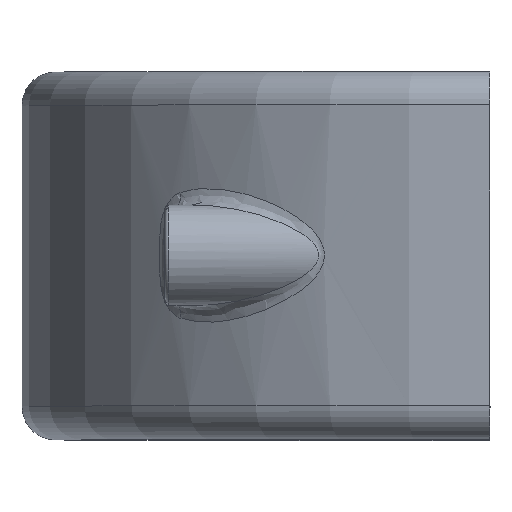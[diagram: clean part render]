
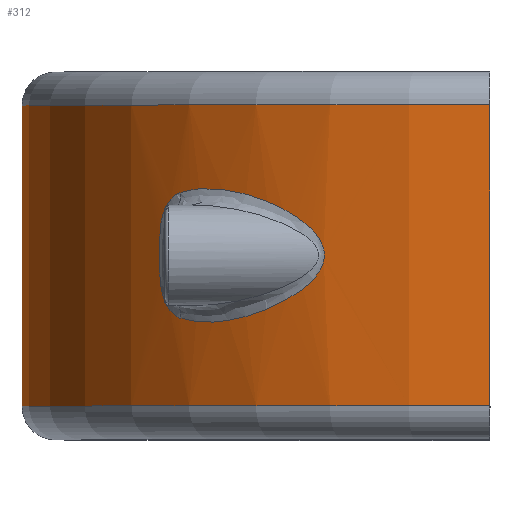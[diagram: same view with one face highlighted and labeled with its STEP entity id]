
A CAD part, top view. The second image highlights one B-rep face of the part: STEP entity #312.
In plain terms, the highlighted cylindrical face has radius 28 mm (diameter 56 mm), a partial arc.
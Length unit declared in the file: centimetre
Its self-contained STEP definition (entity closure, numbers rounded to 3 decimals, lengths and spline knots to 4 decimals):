
#24=FACE_BOUND('',#83,.T.);
#25=FACE_BOUND('',#84,.T.);
#32=LINE('',#732,#40);
#33=LINE('',#735,#41);
#40=VECTOR('',#388,1.);
#41=VECTOR('',#391,1.);
#49=CYLINDRICAL_SURFACE('',#336,2.8);
#62=FACE_OUTER_BOUND('',#82,.T.);
#82=EDGE_LOOP('',(#232,#233,#234,#235));
#83=EDGE_LOOP('',(#236,#237));
#84=EDGE_LOOP('',(#238,#239));
#106=B_SPLINE_CURVE_WITH_KNOTS('',3,(#579,#580,#581,#582,#583,#584,#585,
#586,#587,#588,#589,#590,#591,#592,#593,#594,#595,#596,#597),
 .UNSPECIFIED.,.F.,.F.,(4,1,1,1,1,1,1,1,1,1,1,1,1,1,1,1,4),(-2.4079,
-2.0639,-1.7199,-1.5479,-1.4619,
-1.3759,-1.2899,-1.2039,-1.1179,
-1.0319,-0.9459,-0.86,-0.817,
-0.688,-0.516,-0.344,0.),
 .UNSPECIFIED.);
#110=B_SPLINE_CURVE_WITH_KNOTS('',3,(#705,#706,#707,#708,#709,#710,#711,
#712,#713,#714,#715),.UNSPECIFIED.,.F.,.F.,(4,1,1,1,1,1,1,1,4),(-0.899,
-0.7705,-0.6421,-0.5137,-0.3853,
-0.3211,-0.2568,-0.1284,0.),
 .UNSPECIFIED.);
#112=B_SPLINE_CURVE_WITH_KNOTS('',3,(#738,#739,#740,#741,#742,#743,#744,
#745,#746,#747,#748,#749,#750,#751,#752,#753,#754,#755,#756),
 .UNSPECIFIED.,.F.,.F.,(4,1,1,1,1,1,1,1,1,1,1,1,1,1,1,1,4),(-2.4079,
-2.0639,-1.7199,-1.5479,-1.4619,
-1.3759,-1.2899,-1.2039,-1.1179,
-1.0319,-0.9459,-0.86,-0.817,
-0.688,-0.516,-0.344,0.),
 .UNSPECIFIED.);
#113=B_SPLINE_CURVE_WITH_KNOTS('',3,(#757,#758,#759,#760,#761,#762,#763,
#764,#765,#766,#767,#768),.UNSPECIFIED.,.F.,.F.,(4,1,1,1,1,1,1,1,1,4),(-0.899,
-0.7705,-0.6903,-0.6421,-0.5779,
-0.5137,-0.3853,-0.2568,-0.1284,
0.),.UNSPECIFIED.);
#122=CIRCLE('',#337,2.8);
#123=CIRCLE('',#338,2.8);
#143=VERTEX_POINT('',#576);
#144=VERTEX_POINT('',#578);
#148=VERTEX_POINT('',#728);
#149=VERTEX_POINT('',#729);
#150=VERTEX_POINT('',#731);
#151=VERTEX_POINT('',#733);
#152=VERTEX_POINT('',#736);
#153=VERTEX_POINT('',#737);
#173=EDGE_CURVE('',#143,#144,#106,.T.);
#178=EDGE_CURVE('',#144,#143,#110,.T.);
#182=EDGE_CURVE('',#148,#149,#122,.T.);
#183=EDGE_CURVE('',#150,#148,#32,.T.);
#184=EDGE_CURVE('',#151,#150,#123,.T.);
#185=EDGE_CURVE('',#149,#151,#33,.T.);
#186=EDGE_CURVE('',#152,#153,#112,.T.);
#187=EDGE_CURVE('',#153,#152,#113,.T.);
#232=ORIENTED_EDGE('',*,*,#182,.F.);
#233=ORIENTED_EDGE('',*,*,#183,.F.);
#234=ORIENTED_EDGE('',*,*,#184,.F.);
#235=ORIENTED_EDGE('',*,*,#185,.F.);
#236=ORIENTED_EDGE('',*,*,#186,.F.);
#237=ORIENTED_EDGE('',*,*,#187,.F.);
#238=ORIENTED_EDGE('',*,*,#173,.F.);
#239=ORIENTED_EDGE('',*,*,#178,.F.);
#312=ADVANCED_FACE('',(#62,#24,#25),#49,.T.);
#336=AXIS2_PLACEMENT_3D('',#727,#384,#385);
#337=AXIS2_PLACEMENT_3D('',#730,#386,#387);
#338=AXIS2_PLACEMENT_3D('',#734,#389,#390);
#384=DIRECTION('center_axis',(0.,-1.,0.));
#385=DIRECTION('ref_axis',(-0.707,0.,-0.707));
#386=DIRECTION('center_axis',(0.,-1.,0.));
#387=DIRECTION('ref_axis',(-1.,0.,0.));
#388=DIRECTION('',(0.,-1.,0.));
#389=DIRECTION('center_axis',(0.,1.,0.));
#390=DIRECTION('ref_axis',(-1.,0.,0.));
#391=DIRECTION('',(0.,1.,0.));
#576=CARTESIAN_POINT('',(-0.43,78.8567,2.1041));
#578=CARTESIAN_POINT('',(-0.43,79.6061,2.1041));
#579=CARTESIAN_POINT('Ctrl Pts',(-0.43,78.8567,2.1041));
#580=CARTESIAN_POINT('Ctrl Pts',(-0.3495,78.8292,2.1753));
#581=CARTESIAN_POINT('Ctrl Pts',(-0.1728,78.823,2.3142));
#582=CARTESIAN_POINT('Ctrl Pts',(0.0593,78.8893,2.4548));
#583=CARTESIAN_POINT('Ctrl Pts',(0.2188,78.9695,2.5343));
#584=CARTESIAN_POINT('Ctrl Pts',(0.3055,79.0284,2.5734));
#585=CARTESIAN_POINT('Ctrl Pts',(0.366,79.0816,2.5989));
#586=CARTESIAN_POINT('Ctrl Pts',(0.4173,79.1465,2.6191));
#587=CARTESIAN_POINT('Ctrl Pts',(0.4429,79.2313,2.6287));
#588=CARTESIAN_POINT('Ctrl Pts',(0.4172,79.3166,2.6191));
#589=CARTESIAN_POINT('Ctrl Pts',(0.366,79.3814,2.5989));
#590=CARTESIAN_POINT('Ctrl Pts',(0.3055,79.4347,2.5734));
#591=CARTESIAN_POINT('Ctrl Pts',(0.2513,79.4714,2.5489));
#592=CARTESIAN_POINT('Ctrl Pts',(0.1846,79.5107,2.5173));
#593=CARTESIAN_POINT('Ctrl Pts',(0.0934,79.5549,2.471));
#594=CARTESIAN_POINT('Ctrl Pts',(-0.0337,79.6,2.3985));
#595=CARTESIAN_POINT('Ctrl Pts',(-0.2169,79.6384,2.2795));
#596=CARTESIAN_POINT('Ctrl Pts',(-0.3495,79.6337,2.1753));
#597=CARTESIAN_POINT('Ctrl Pts',(-0.43,79.6061,2.1041));
#705=CARTESIAN_POINT('Ctrl Pts',(-0.43,79.6061,2.1041));
#706=CARTESIAN_POINT('Ctrl Pts',(-0.46,79.5958,2.0776));
#707=CARTESIAN_POINT('Ctrl Pts',(-0.5121,79.5452,2.0291));
#708=CARTESIAN_POINT('Ctrl Pts',(-0.5509,79.4248,1.9906));
#709=CARTESIAN_POINT('Ctrl Pts',(-0.5506,79.2954,1.9909));
#710=CARTESIAN_POINT('Ctrl Pts',(-0.5488,79.1888,1.9927));
#711=CARTESIAN_POINT('Ctrl Pts',(-0.5511,79.103,1.9904));
#712=CARTESIAN_POINT('Ctrl Pts',(-0.5433,79.0179,1.9982));
#713=CARTESIAN_POINT('Ctrl Pts',(-0.5123,78.9178,2.0289));
#714=CARTESIAN_POINT('Ctrl Pts',(-0.46,78.867,2.0776));
#715=CARTESIAN_POINT('Ctrl Pts',(-0.43,78.8567,2.1041));
#727=CARTESIAN_POINT('Origin',(1.4248,79.2314,0.0066));
#728=CARTESIAN_POINT('',(1.4248,78.3314,2.8066));
#729=CARTESIAN_POINT('',(1.4248,78.3314,-2.7934));
#730=CARTESIAN_POINT('Origin',(1.4248,78.3314,0.0066));
#731=CARTESIAN_POINT('',(1.4248,80.1314,2.8066));
#732=CARTESIAN_POINT('',(1.4248,79.2314,2.8066));
#733=CARTESIAN_POINT('',(1.4248,80.1314,-2.7934));
#734=CARTESIAN_POINT('Origin',(1.4248,80.1314,0.0066));
#735=CARTESIAN_POINT('',(1.4248,79.2314,-2.7934));
#736=CARTESIAN_POINT('',(-0.43,79.6061,-2.091));
#737=CARTESIAN_POINT('',(-0.43,78.8567,-2.091));
#738=CARTESIAN_POINT('Ctrl Pts',(-0.43,79.6061,-2.091));
#739=CARTESIAN_POINT('Ctrl Pts',(-0.3495,79.6337,-2.1622));
#740=CARTESIAN_POINT('Ctrl Pts',(-0.1728,79.6398,-2.3011));
#741=CARTESIAN_POINT('Ctrl Pts',(0.0593,79.5736,-2.4417));
#742=CARTESIAN_POINT('Ctrl Pts',(0.2188,79.4933,-2.5212));
#743=CARTESIAN_POINT('Ctrl Pts',(0.3055,79.4345,-2.5603));
#744=CARTESIAN_POINT('Ctrl Pts',(0.366,79.3812,-2.5858));
#745=CARTESIAN_POINT('Ctrl Pts',(0.4173,79.3163,-2.606));
#746=CARTESIAN_POINT('Ctrl Pts',(0.4429,79.2316,-2.6156));
#747=CARTESIAN_POINT('Ctrl Pts',(0.4172,79.1462,-2.606));
#748=CARTESIAN_POINT('Ctrl Pts',(0.366,79.0815,-2.5857));
#749=CARTESIAN_POINT('Ctrl Pts',(0.3055,79.0282,-2.5603));
#750=CARTESIAN_POINT('Ctrl Pts',(0.2513,78.9914,-2.5358));
#751=CARTESIAN_POINT('Ctrl Pts',(0.1846,78.9522,-2.5042));
#752=CARTESIAN_POINT('Ctrl Pts',(0.0934,78.9079,-2.4579));
#753=CARTESIAN_POINT('Ctrl Pts',(-0.0337,78.8629,-2.3854));
#754=CARTESIAN_POINT('Ctrl Pts',(-0.2169,78.8244,-2.2664));
#755=CARTESIAN_POINT('Ctrl Pts',(-0.3495,78.8292,-2.1622));
#756=CARTESIAN_POINT('Ctrl Pts',(-0.43,78.8567,-2.091));
#757=CARTESIAN_POINT('Ctrl Pts',(-0.43,78.8567,-2.091));
#758=CARTESIAN_POINT('Ctrl Pts',(-0.46,78.867,-2.0645));
#759=CARTESIAN_POINT('Ctrl Pts',(-0.5021,78.9083,-2.0253));
#760=CARTESIAN_POINT('Ctrl Pts',(-0.5326,78.9829,-1.9957));
#761=CARTESIAN_POINT('Ctrl Pts',(-0.5456,79.0444,-1.9828));
#762=CARTESIAN_POINT('Ctrl Pts',(-0.5511,79.103,-1.9773));
#763=CARTESIAN_POINT('Ctrl Pts',(-0.5488,79.1888,-1.9796));
#764=CARTESIAN_POINT('Ctrl Pts',(-0.5505,79.2954,-1.978));
#765=CARTESIAN_POINT('Ctrl Pts',(-0.551,79.4248,-1.9774));
#766=CARTESIAN_POINT('Ctrl Pts',(-0.512,79.5452,-2.0161));
#767=CARTESIAN_POINT('Ctrl Pts',(-0.46,79.5958,-2.0645));
#768=CARTESIAN_POINT('Ctrl Pts',(-0.43,79.6061,-2.091));
